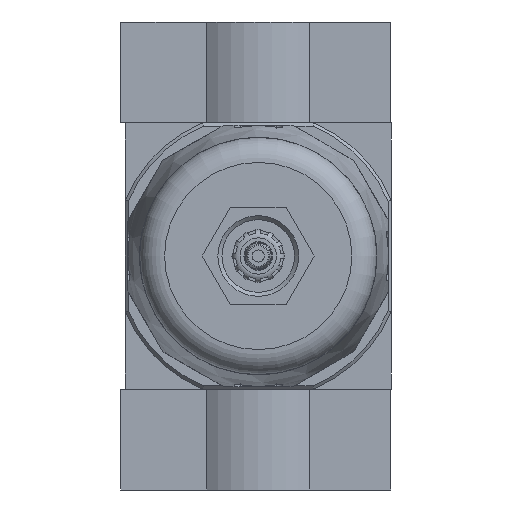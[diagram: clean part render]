
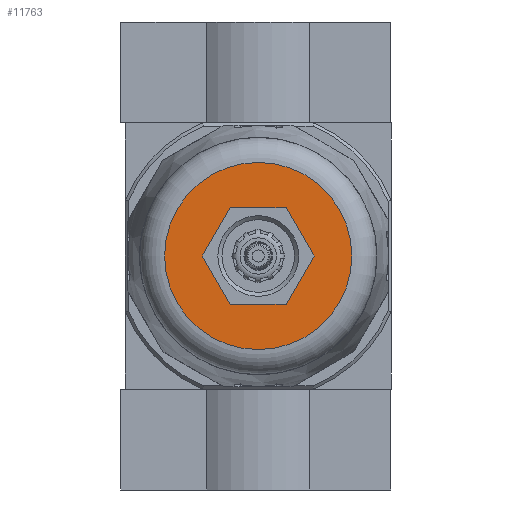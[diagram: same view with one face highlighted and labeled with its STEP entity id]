
A CAD part, front view. The second image highlights one B-rep face of the part: STEP entity #11763.
In plain terms, the highlighted planar face has unit normal (0, -1, 0).
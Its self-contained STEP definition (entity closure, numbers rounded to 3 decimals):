
#904=CIRCLE('',#12628,23.2);
#2321=ORIENTED_EDGE('',*,*,#4467,.T.);
#2322=ORIENTED_EDGE('',*,*,#4468,.T.);
#2323=ORIENTED_EDGE('',*,*,#4469,.T.);
#2324=ORIENTED_EDGE('',*,*,#4470,.T.);
#2325=ORIENTED_EDGE('',*,*,#4471,.T.);
#2326=ORIENTED_EDGE('',*,*,#4472,.T.);
#2327=ORIENTED_EDGE('',*,*,#4473,.T.);
#4467=EDGE_CURVE('',#5646,#5646,#904,.T.);
#4468=EDGE_CURVE('',#5647,#5648,#6362,.T.);
#4469=EDGE_CURVE('',#5648,#5649,#6363,.T.);
#4470=EDGE_CURVE('',#5649,#5650,#6364,.T.);
#4471=EDGE_CURVE('',#5650,#5651,#6365,.T.);
#4472=EDGE_CURVE('',#5651,#5652,#6366,.T.);
#4473=EDGE_CURVE('',#5652,#5647,#6367,.T.);
#5646=VERTEX_POINT('',#17923);
#5647=VERTEX_POINT('',#17925);
#5648=VERTEX_POINT('',#17926);
#5649=VERTEX_POINT('',#17928);
#5650=VERTEX_POINT('',#17930);
#5651=VERTEX_POINT('',#17932);
#5652=VERTEX_POINT('',#17934);
#6362=LINE('',#17924,#6926);
#6363=LINE('',#17927,#6927);
#6364=LINE('',#17929,#6928);
#6365=LINE('',#17931,#6929);
#6366=LINE('',#17933,#6930);
#6367=LINE('',#17935,#6931);
#6926=VECTOR('',#14410,1000.);
#6927=VECTOR('',#14411,1000.);
#6928=VECTOR('',#14412,1000.);
#6929=VECTOR('',#14413,1000.);
#6930=VECTOR('',#14414,1000.);
#6931=VECTOR('',#14415,1000.);
#7603=EDGE_LOOP('',(#2321));
#7604=EDGE_LOOP('',(#2322,#2323,#2324,#2325,#2326,#2327));
#8379=FACE_BOUND('',#7603,.T.);
#8380=FACE_BOUND('',#7604,.T.);
#8979=PLANE('',#12627);
#11763=ADVANCED_FACE('',(#8379,#8380),#8979,.F.);
#12627=AXIS2_PLACEMENT_3D('',#17921,#14406,#14407);
#12628=AXIS2_PLACEMENT_3D('',#17922,#14408,#14409);
#14406=DIRECTION('',(0.,1.,0.));
#14407=DIRECTION('',(0.,0.,1.));
#14408=DIRECTION('',(0.,-1.,0.));
#14409=DIRECTION('',(0.,0.,-1.));
#14410=DIRECTION('',(0.,0.,1.));
#14411=DIRECTION('',(0.866,0.,0.5));
#14412=DIRECTION('',(0.866,0.,-0.5));
#14413=DIRECTION('',(0.,0.,-1.));
#14414=DIRECTION('',(-0.866,0.,-0.5));
#14415=DIRECTION('',(-0.866,0.,0.5));
#17921=CARTESIAN_POINT('',(23.2,-164.,0.));
#17922=CARTESIAN_POINT('',(0.,-164.,0.));
#17923=CARTESIAN_POINT('',(0.,-164.,-23.2));
#17924=CARTESIAN_POINT('',(-12.,-164.,-6.928));
#17925=CARTESIAN_POINT('',(-12.,-164.,-6.928));
#17926=CARTESIAN_POINT('',(-12.,-164.,6.928));
#17927=CARTESIAN_POINT('',(-12.,-164.,6.928));
#17928=CARTESIAN_POINT('',(0.,-164.,13.856));
#17929=CARTESIAN_POINT('',(0.,-164.,13.856));
#17930=CARTESIAN_POINT('',(12.,-164.,6.928));
#17931=CARTESIAN_POINT('',(12.,-164.,6.928));
#17932=CARTESIAN_POINT('',(12.,-164.,-6.928));
#17933=CARTESIAN_POINT('',(12.,-164.,-6.928));
#17934=CARTESIAN_POINT('',(0.,-164.,-13.856));
#17935=CARTESIAN_POINT('',(0.,-164.,-13.856));
